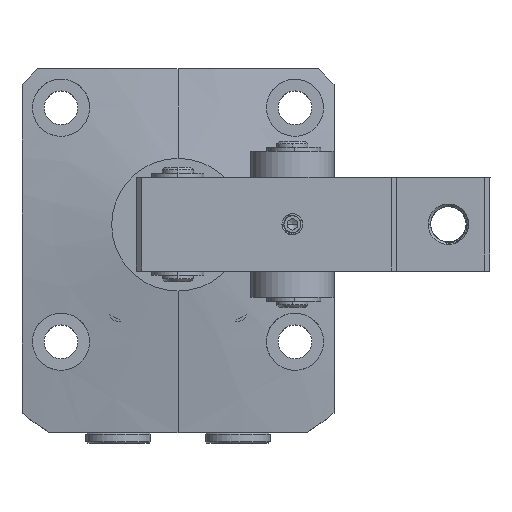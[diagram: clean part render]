
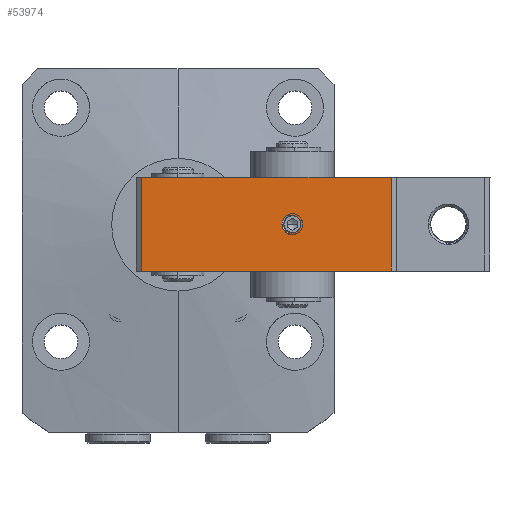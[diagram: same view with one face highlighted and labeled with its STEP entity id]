
A CAD part, top view. The second image highlights one B-rep face of the part: STEP entity #53974.
In plain terms, the highlighted face is planar.
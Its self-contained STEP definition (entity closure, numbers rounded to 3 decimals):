
#658 = VERTEX_POINT ( 'NONE', #14799 ) ;
#3418 = CIRCLE ( 'NONE', #49563, 1.617 ) ;
#4214 = EDGE_CURVE ( 'NONE', #29556, #22574, #54070, .T. ) ;
#5021 = DIRECTION ( 'NONE',  ( 0.991, 0.135, 0. ) ) ;
#5100 = DIRECTION ( 'NONE',  ( 0.135, -0.991, 0. ) ) ;
#5105 = CARTESIAN_POINT ( 'NONE',  ( -1.079, 7.927, 13.6 ) ) ;
#5201 = DIRECTION ( 'NONE',  ( -0.991, -0.135, 0. ) ) ;
#5303 = ORIENTED_EDGE ( 'NONE', *, *, #49174, .T. ) ;
#6419 = EDGE_CURVE ( 'NONE', #62123, #56194, #57411, .T. ) ;
#7109 = AXIS2_PLACEMENT_3D ( 'NONE', #5105, #5100, #5021 ) ;
#7511 = CARTESIAN_POINT ( 'NONE',  ( 0.898, 8.196, 13.6 ) ) ;
#7896 = DIRECTION ( 'NONE',  ( 0.991, 0.135, 0. ) ) ;
#7942 = LINE ( 'NONE', #40965, #50201 ) ;
#9412 = EDGE_CURVE ( 'NONE', #22574, #69054, #43410, .T. ) ;
#9541 = CIRCLE ( 'NONE', #55577, 1.996 ) ;
#13423 = VECTOR ( 'NONE', #16992, 1000. ) ;
#14764 = DIRECTION ( 'NONE',  ( 0.135, -0.991, 0. ) ) ;
#14799 = CARTESIAN_POINT ( 'NONE',  ( 27.655, 11.84, 4.6 ) ) ;
#14990 = EDGE_LOOP ( 'NONE', ( #48750, #28013, #35561, #5303 ) ) ;
#15059 = DIRECTION ( 'NONE',  ( 0.135, -0.991, 0. ) ) ;
#16468 = VERTEX_POINT ( 'NONE', #28281 ) ;
#16552 = ORIENTED_EDGE ( 'NONE', *, *, #9412, .T. ) ;
#16992 = DIRECTION ( 'NONE',  ( 0., 0., 1. ) ) ;
#17512 = ORIENTED_EDGE ( 'NONE', *, *, #58849, .T. ) ;
#17944 = DIRECTION ( 'NONE',  ( 0.135, -0.991, 0. ) ) ;
#18485 = DIRECTION ( 'NONE',  ( -0.991, -0.135, 0. ) ) ;
#19900 = LINE ( 'NONE', #34410, #65580 ) ;
#21665 = DIRECTION ( 'NONE',  ( 0., 0., -1. ) ) ;
#22574 = VERTEX_POINT ( 'NONE', #38402 ) ;
#24472 = EDGE_LOOP ( 'NONE', ( #17512, #59409, #16552, #53664, #32423, #65107 ) ) ;
#28013 = ORIENTED_EDGE ( 'NONE', *, *, #6419, .T. ) ;
#28098 = CARTESIAN_POINT ( 'NONE',  ( -19.906, 5.363, 4.6 ) ) ;
#28281 = CARTESIAN_POINT ( 'NONE',  ( -1.768, 7.833, 15.06 ) ) ;
#28488 = DIRECTION ( 'NONE',  ( 0.135, -0.991, 0. ) ) ;
#29556 = VERTEX_POINT ( 'NONE', #68957 ) ;
#29904 = LINE ( 'NONE', #54676, #42828 ) ;
#30784 = VERTEX_POINT ( 'NONE', #41955 ) ;
#31821 = CARTESIAN_POINT ( 'NONE',  ( -1.079, 7.927, 13.6 ) ) ;
#32423 = ORIENTED_EDGE ( 'NONE', *, *, #43069, .T. ) ;
#33425 = AXIS2_PLACEMENT_3D ( 'NONE', #50932, #17944, #56497 ) ;
#34410 = CARTESIAN_POINT ( 'NONE',  ( 27.655, 11.84, 4.6 ) ) ;
#34845 = FACE_OUTER_BOUND ( 'NONE', #14990, .T. ) ;
#35561 = ORIENTED_EDGE ( 'NONE', *, *, #40559, .T. ) ;
#35909 = CARTESIAN_POINT ( 'NONE',  ( -19.906, 5.363, 22.6 ) ) ;
#37373 = DIRECTION ( 'NONE',  ( 0.991, 0.135, 0. ) ) ;
#38279 = DIRECTION ( 'NONE',  ( -0.135, 0.991, 0. ) ) ;
#38402 = CARTESIAN_POINT ( 'NONE',  ( -1.768, 7.833, 12.14 ) ) ;
#40531 = CARTESIAN_POINT ( 'NONE',  ( -19.906, 5.363, 4.6 ) ) ;
#40559 = EDGE_CURVE ( 'NONE', #56194, #60571, #7942, .T. ) ;
#40965 = CARTESIAN_POINT ( 'NONE',  ( -19.906, 5.363, 22.6 ) ) ;
#41955 = CARTESIAN_POINT ( 'NONE',  ( 0.47, 8.138, 14.841 ) ) ;
#42777 = EDGE_CURVE ( 'NONE', #30784, #16468, #60451, .T. ) ;
#42828 = VECTOR ( 'NONE', #21665, 1000. ) ;
#43069 = EDGE_CURVE ( 'NONE', #58085, #30784, #9541, .T. ) ;
#43173 = CIRCLE ( 'NONE', #50491, 1.996 ) ;
#43410 = CIRCLE ( 'NONE', #65410, 1.769 ) ;
#43487 = EDGE_CURVE ( 'NONE', #69054, #58085, #43173, .T. ) ;
#47728 = FACE_BOUND ( 'NONE', #24472, .T. ) ;
#47765 = CARTESIAN_POINT ( 'NONE',  ( -1.079, 7.927, 13.6 ) ) ;
#48042 = CARTESIAN_POINT ( 'NONE',  ( -1.079, 7.927, 13.6 ) ) ;
#48750 = ORIENTED_EDGE ( 'NONE', *, *, #58705, .T. ) ;
#49174 = EDGE_CURVE ( 'NONE', #60571, #658, #29904, .T. ) ;
#49563 = AXIS2_PLACEMENT_3D ( 'NONE', #48042, #15059, #53608 ) ;
#50201 = VECTOR ( 'NONE', #7896, 1000. ) ;
#50491 = AXIS2_PLACEMENT_3D ( 'NONE', #31821, #70391, #37373 ) ;
#50932 = CARTESIAN_POINT ( 'NONE',  ( -0.779, 7.968, 13.6 ) ) ;
#53327 = DIRECTION ( 'NONE',  ( 0.991, 0.135, 0. ) ) ;
#53608 = DIRECTION ( 'NONE',  ( 0.991, 0.135, 0. ) ) ;
#53664 = ORIENTED_EDGE ( 'NONE', *, *, #43487, .T. ) ;
#53974 = ADVANCED_FACE ( 'NONE', ( #34845, #47728 ), #71309, .T. ) ;
#54070 = CIRCLE ( 'NONE', #7109, 1.617 ) ;
#54654 = CARTESIAN_POINT ( 'NONE',  ( 27.655, 11.84, 4.6 ) ) ;
#54676 = CARTESIAN_POINT ( 'NONE',  ( 27.655, 11.84, 4.6 ) ) ;
#54816 = AXIS2_PLACEMENT_3D ( 'NONE', #54654, #38279, #5201 ) ;
#55577 = AXIS2_PLACEMENT_3D ( 'NONE', #47765, #14764, #53327 ) ;
#56194 = VERTEX_POINT ( 'NONE', #35909 ) ;
#56497 = DIRECTION ( 'NONE',  ( -0.991, -0.135, 0. ) ) ;
#57411 = LINE ( 'NONE', #28098, #13423 ) ;
#58085 = VERTEX_POINT ( 'NONE', #7511 ) ;
#58705 = EDGE_CURVE ( 'NONE', #658, #62123, #19900, .T. ) ;
#58849 = EDGE_CURVE ( 'NONE', #16468, #29556, #3418, .T. ) ;
#59409 = ORIENTED_EDGE ( 'NONE', *, *, #4214, .T. ) ;
#60451 = CIRCLE ( 'NONE', #33425, 1.769 ) ;
#60571 = VERTEX_POINT ( 'NONE', #68300 ) ;
#61492 = CARTESIAN_POINT ( 'NONE',  ( -0.779, 7.968, 13.6 ) ) ;
#62123 = VERTEX_POINT ( 'NONE', #40531 ) ;
#65107 = ORIENTED_EDGE ( 'NONE', *, *, #42777, .T. ) ;
#65410 = AXIS2_PLACEMENT_3D ( 'NONE', #61492, #28488, #67038 ) ;
#65580 = VECTOR ( 'NONE', #18485, 1000. ) ;
#66791 = CARTESIAN_POINT ( 'NONE',  ( 0.47, 8.138, 12.359 ) ) ;
#67038 = DIRECTION ( 'NONE',  ( 0.991, 0.135, 0. ) ) ;
#68300 = CARTESIAN_POINT ( 'NONE',  ( 27.655, 11.84, 22.6 ) ) ;
#68957 = CARTESIAN_POINT ( 'NONE',  ( -2.682, 7.709, 13.6 ) ) ;
#69054 = VERTEX_POINT ( 'NONE', #66791 ) ;
#70391 = DIRECTION ( 'NONE',  ( 0.135, -0.991, 0. ) ) ;
#71309 = PLANE ( 'NONE',  #54816 ) ;
